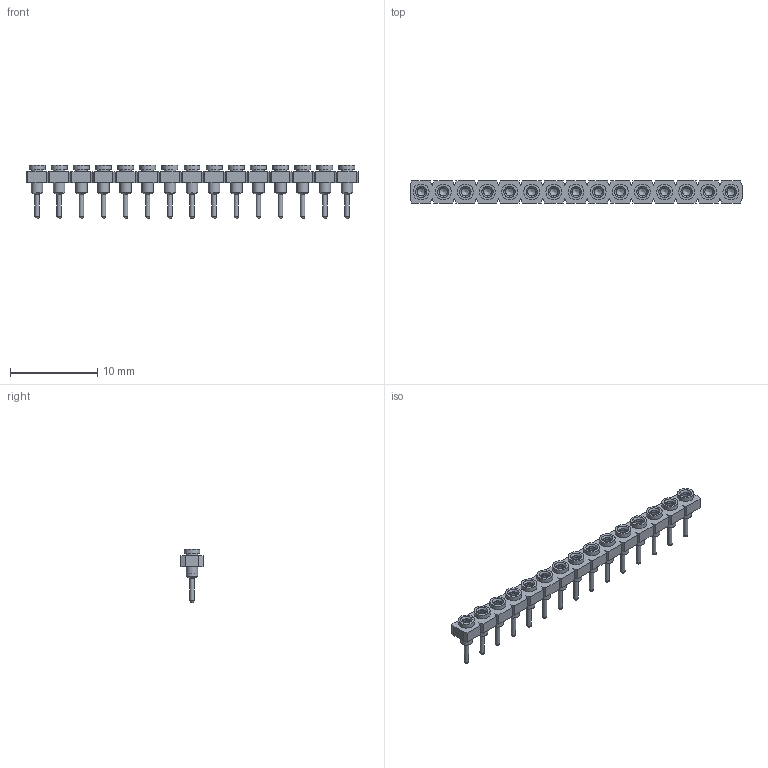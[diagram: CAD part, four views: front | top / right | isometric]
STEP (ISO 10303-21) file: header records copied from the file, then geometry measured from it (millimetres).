
FILE_DESCRIPTION(('FreeCAD Model'),'2;1');
FILE_NAME('Open CASCADE Shape Model','2025-01-11T13:30:13',(''),(''), 'Open CASCADE STEP processor 7.8','FreeCAD','Unknown');
FILE_SCHEMA(('AUTOMOTIVE_DESIGN { 1 0 10303 214 1 1 1 1 }'));
Length unit declared in the file: millimetre
Products named in the file (16): SL-115_socket; SC-4P1_pins105; SC-4P1_pins106; SC-4P1_pins107; SC-4P1_pins108; SC-4P1_pins109; SC-4P1_pins110; SC-4P1_pins111; SC-4P1_pins112; SC-4P1_pins113; SC-4P1_pins114; SC-4P1_pins115; SC-4P1_pins116; SC-4P1_pins117; SC-4P1_pins118; SC-4P1_pins135
Bounding box: 38.1 x 2.54 x 6.1 mm (x, y, z)
Volume: 144.2 mm3; surface area: 852.6 mm2
Topology: 16 solids, 16 shells, 349 faces, 771 edges, 499 vertices
Faces by surface type: plane 169, cylinder 105, cone 60, sphere 15
Full cylindrical faces by diameter (mm): 0.508 x15, 0.914 x15, 1.016 x15, 1.321 x45, 1.829 x15
Entity records: 9712 total; most frequent: CARTESIAN_POINT 1830, DIRECTION 1546, ORIENTED_EDGE 1482, EDGE_CURVE 741, AXIS2_PLACEMENT_3D 635, VERTEX_POINT 499, FACE_BOUND 454, EDGE_LOOP 454
